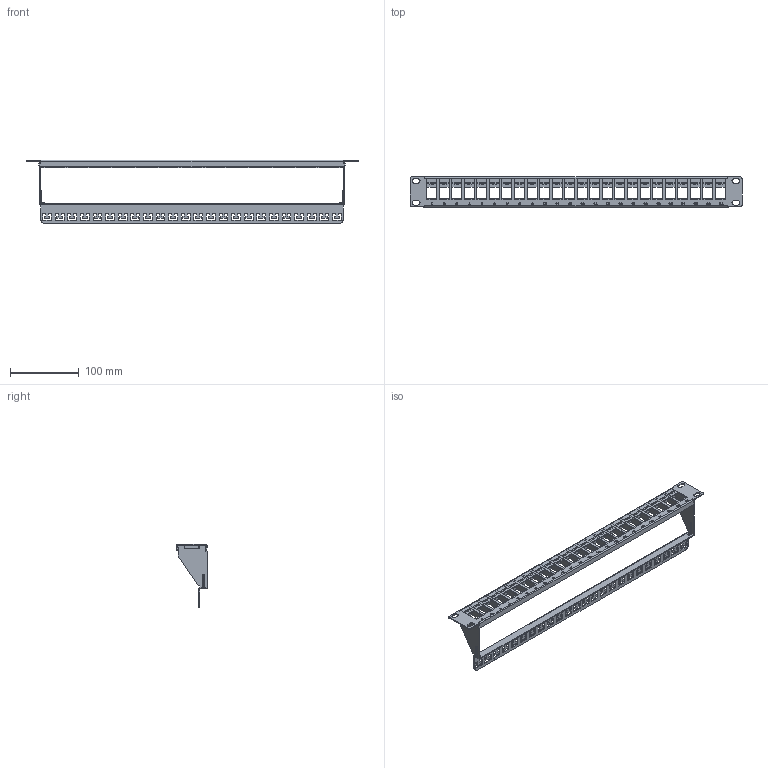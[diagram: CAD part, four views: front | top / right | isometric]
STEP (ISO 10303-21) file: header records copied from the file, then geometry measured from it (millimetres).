
FILE_DESCRIPTION (( 'STEP AP214' ), '1' );
FILE_NAME ('PR175-24KS-CM.STEP', '2019-04-19T12:54:49', ( '' ), ( '' ), 'SwSTEP 2.0', 'SolidWorks 2018', '' );
FILE_SCHEMA (( 'AUTOMOTIVE_DESIGN' ));
Length unit declared in the file: inch
Products named in the file (3): PR175-24KS-CM; PR175-24KS-CM_MA1; PR175-24KS-CM_MA2
Assembly tree (2 placements, depth 2):
  PR175-24KS-CM
    PR175-24KS-CM_MA1
    PR175-24KS-CM_MA2
Bounding box: 482.6 x 43.82 x 92.46 mm (x, y, z)
Volume: 89226.6 mm3; surface area: 132785.7 mm2
Topology: 26 solids, 26 shells, 2309 faces, 6241 edges, 4076 vertices
Faces by surface type: plane 1622, bspline 547, cylinder 96, torus 36, sphere 8
Entity records: 113844 total; most frequent: CARTESIAN_POINT 45782, ORIENTED_EDGE 12458, DIRECTION 8899, EDGE_CURVE 6229, VECTOR 4905, LINE 4905, VERTEX_POINT 4076, EDGE_LOOP 2613
